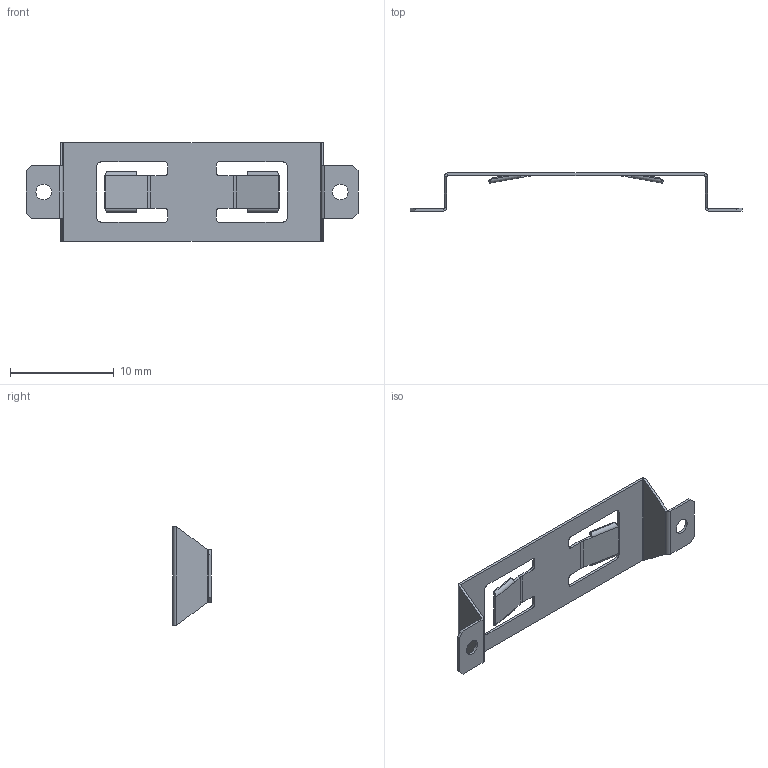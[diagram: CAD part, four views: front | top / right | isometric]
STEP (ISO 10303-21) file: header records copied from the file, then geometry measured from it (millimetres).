
FILE_DESCRIPTION (( 'STEP AP214' ), '1' );
FILE_NAME ('BC-2013.STEP', '2019-09-27T13:06:50', ( '' ), ( '' ), 'SwSTEP 2.0', 'SolidWorks 2017', '' );
FILE_SCHEMA (( 'AUTOMOTIVE_DESIGN' ));
Length unit declared in the file: millimetre
Products named in the file (1): BC-2013
Bounding box: 32 x 3.68 x 9.53 mm (x, y, z)
Volume: 70.5 mm3; surface area: 607.6 mm2
Topology: 1 solids, 1 shells, 134 faces, 316 edges, 184 vertices
Faces by surface type: plane 86, cylinder 44, bspline 4
Entity records: 3846 total; most frequent: CARTESIAN_POINT 735, DIRECTION 642, ORIENTED_EDGE 632, EDGE_CURVE 316, VECTOR 220, LINE 220, AXIS2_PLACEMENT_3D 211, VERTEX_POINT 184
